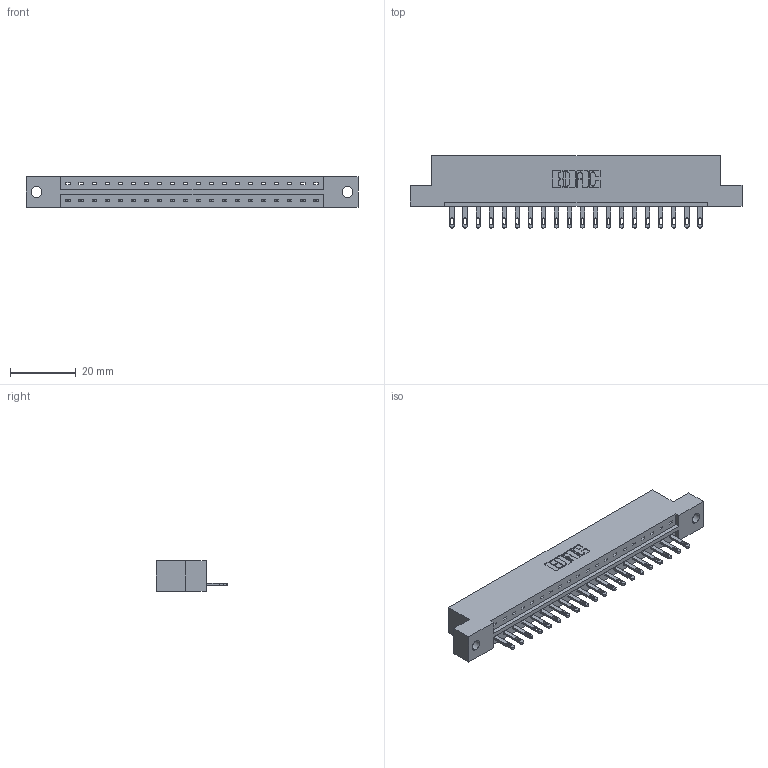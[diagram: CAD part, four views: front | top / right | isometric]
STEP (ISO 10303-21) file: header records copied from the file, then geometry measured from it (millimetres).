
FILE_DESCRIPTION (( 'STEP AP203' ), '1' );
FILE_NAME ('333-020-500-102.STEP', '2018-08-01T23:29:31', ( '' ), ( '' ), 'SwSTEP 2.0', 'SolidWorks 2016', '' );
FILE_SCHEMA (( 'CONFIG_CONTROL_DESIGN' ));
Length unit declared in the file: inch
Products named in the file (3): 345-292-001_345-293-100; 333-020-500-102; 333 Part_Flush - .128 Dia
Assembly tree (21 placements, depth 2):
  333-020-500-102
    333 Part_Flush - .128 Dia
    345-292-001_345-293-100  x20
Bounding box: 100.79 x 21.85 x 9.4 mm (x, y, z)
Volume: 9928.5 mm3; surface area: 10374.8 mm2
Topology: 21 solids, 21 shells, 1194 faces, 3671 edges, 2446 vertices
Faces by surface type: plane 790, cylinder 404
Entity records: 15005 total; most frequent: CARTESIAN_POINT 2598, ORIENTED_EDGE 2554, DIRECTION 2237, EDGE_CURVE 1277, LINE 1145, VECTOR 1145, VERTEX_POINT 850, AXIS2_PLACEMENT_3D 546
